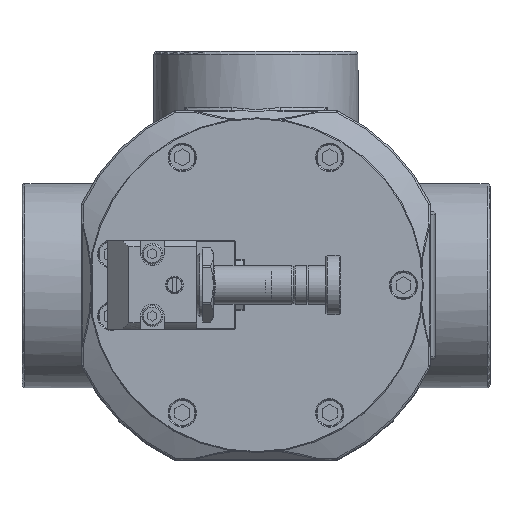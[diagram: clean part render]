
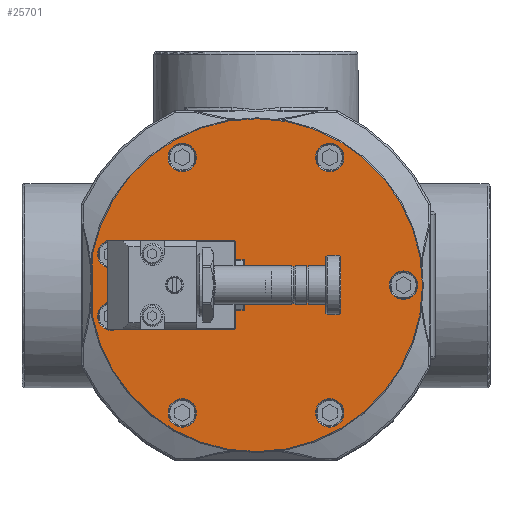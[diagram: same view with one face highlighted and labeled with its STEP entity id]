
A CAD part, top view. The second image highlights one B-rep face of the part: STEP entity #25701.
In plain terms, the highlighted planar face has unit normal (0, 0, 1).
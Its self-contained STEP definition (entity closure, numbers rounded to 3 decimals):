
#1139=LINE('',#40208,#2035);
#1144=LINE('',#40554,#2040);
#1145=LINE('',#40558,#2041);
#1146=LINE('',#40560,#2042);
#1147=LINE('',#40562,#2043);
#2035=VECTOR('',#31261,1000.);
#2040=VECTOR('',#31460,1000.);
#2041=VECTOR('',#31463,1000.);
#2042=VECTOR('',#31464,1000.);
#2043=VECTOR('',#31465,1000.);
#5588=ORIENTED_EDGE('',*,*,#9200,.T.);
#5589=ORIENTED_EDGE('',*,*,#9201,.T.);
#5590=ORIENTED_EDGE('',*,*,#9202,.T.);
#5591=ORIENTED_EDGE('',*,*,#9203,.T.);
#5592=ORIENTED_EDGE('',*,*,#9204,.T.);
#5593=ORIENTED_EDGE('',*,*,#9205,.T.);
#5594=ORIENTED_EDGE('',*,*,#9206,.T.);
#5595=ORIENTED_EDGE('',*,*,#9207,.T.);
#5596=ORIENTED_EDGE('',*,*,#9208,.T.);
#5597=ORIENTED_EDGE('',*,*,#9209,.T.);
#5598=ORIENTED_EDGE('',*,*,#9210,.T.);
#5599=ORIENTED_EDGE('',*,*,#9123,.T.);
#5600=ORIENTED_EDGE('',*,*,#9122,.T.);
#9122=EDGE_CURVE('',#11032,#11033,#1139,.T.);
#9123=EDGE_CURVE('',#11033,#11032,#12492,.F.);
#9200=EDGE_CURVE('',#11063,#11064,#12553,.T.);
#9201=EDGE_CURVE('',#11064,#11065,#1144,.T.);
#9202=EDGE_CURVE('',#11065,#11066,#12554,.T.);
#9203=EDGE_CURVE('',#11066,#11067,#1145,.T.);
#9204=EDGE_CURVE('',#11067,#11068,#1146,.T.);
#9205=EDGE_CURVE('',#11068,#11063,#1147,.T.);
#9206=EDGE_CURVE('',#11069,#11069,#12555,.T.);
#9207=EDGE_CURVE('',#11070,#11070,#12556,.T.);
#9208=EDGE_CURVE('',#11071,#11071,#12557,.T.);
#9209=EDGE_CURVE('',#11072,#11072,#12558,.T.);
#9210=EDGE_CURVE('',#11073,#11073,#12559,.T.);
#11032=VERTEX_POINT('',#40202);
#11033=VERTEX_POINT('',#40207);
#11063=VERTEX_POINT('',#40552);
#11064=VERTEX_POINT('',#40553);
#11065=VERTEX_POINT('',#40555);
#11066=VERTEX_POINT('',#40557);
#11067=VERTEX_POINT('',#40559);
#11068=VERTEX_POINT('',#40561);
#11069=VERTEX_POINT('',#40564);
#11070=VERTEX_POINT('',#40566);
#11071=VERTEX_POINT('',#40568);
#11072=VERTEX_POINT('',#40570);
#11073=VERTEX_POINT('',#40572);
#12492=CIRCLE('',#27474,56.2);
#12553=CIRCLE('',#27569,4.8);
#12554=CIRCLE('',#27570,4.8);
#12555=CIRCLE('',#27571,4.8);
#12556=CIRCLE('',#27572,4.8);
#12557=CIRCLE('',#27573,4.8);
#12558=CIRCLE('',#27574,4.8);
#12559=CIRCLE('',#27575,4.8);
#13659=EDGE_LOOP('',(#5588,#5589,#5590,#5591,#5592,#5593));
#13660=EDGE_LOOP('',(#5594));
#13661=EDGE_LOOP('',(#5595));
#13662=EDGE_LOOP('',(#5596));
#13663=EDGE_LOOP('',(#5597));
#13664=EDGE_LOOP('',(#5598));
#13665=EDGE_LOOP('',(#5599,#5600));
#15243=FACE_BOUND('',#13659,.T.);
#15244=FACE_BOUND('',#13660,.T.);
#15245=FACE_BOUND('',#13661,.T.);
#15246=FACE_BOUND('',#13662,.T.);
#15247=FACE_BOUND('',#13663,.T.);
#15248=FACE_BOUND('',#13664,.T.);
#15249=FACE_BOUND('',#13665,.T.);
#16258=PLANE('',#27568);
#25701=ADVANCED_FACE('',(#15243,#15244,#15245,#15246,#15247,#15248,#15249),
#16258,.F.);
#27474=AXIS2_PLACEMENT_3D('',#40210,#31264,#31265);
#27568=AXIS2_PLACEMENT_3D('',#40550,#31456,#31457);
#27569=AXIS2_PLACEMENT_3D('',#40551,#31458,#31459);
#27570=AXIS2_PLACEMENT_3D('',#40556,#31461,#31462);
#27571=AXIS2_PLACEMENT_3D('',#40563,#31466,#31467);
#27572=AXIS2_PLACEMENT_3D('',#40565,#31468,#31469);
#27573=AXIS2_PLACEMENT_3D('',#40567,#31470,#31471);
#27574=AXIS2_PLACEMENT_3D('',#40569,#31472,#31473);
#27575=AXIS2_PLACEMENT_3D('',#40571,#31474,#31475);
#31261=DIRECTION('',(0.,-1.,0.));
#31264=DIRECTION('',(0.,0.,-1.));
#31265=DIRECTION('',(1.,0.,0.));
#31456=DIRECTION('',(0.,0.,-1.));
#31457=DIRECTION('',(1.,0.,0.));
#31458=DIRECTION('',(0.,0.,-1.));
#31459=DIRECTION('',(1.,0.,0.));
#31460=DIRECTION('',(0.,1.,0.));
#31461=DIRECTION('',(0.,0.,-1.));
#31462=DIRECTION('',(1.,0.,0.));
#31463=DIRECTION('',(1.,0.,0.));
#31464=DIRECTION('',(0.,-1.,0.));
#31465=DIRECTION('',(-1.,0.,0.));
#31466=DIRECTION('',(0.,0.,-1.));
#31467=DIRECTION('',(1.,0.,0.));
#31468=DIRECTION('',(0.,0.,-1.));
#31469=DIRECTION('',(1.,0.,0.));
#31470=DIRECTION('',(0.,0.,-1.));
#31471=DIRECTION('',(1.,0.,0.));
#31472=DIRECTION('',(0.,0.,-1.));
#31473=DIRECTION('',(1.,0.,0.));
#31474=DIRECTION('',(0.,0.,-1.));
#31475=DIRECTION('',(1.,0.,0.));
#40202=CARTESIAN_POINT('',(-55.2,10.555,85.));
#40207=CARTESIAN_POINT('',(-55.2,-10.555,85.));
#40208=CARTESIAN_POINT('',(-55.2,-10.583,85.));
#40210=CARTESIAN_POINT('',(0.,0.,85.));
#40550=CARTESIAN_POINT('',(-56.5,0.,85.));
#40551=CARTESIAN_POINT('',(-48.691,-10.45,85.));
#40552=CARTESIAN_POINT('',(-46.46,-14.7,85.));
#40553=CARTESIAN_POINT('',(-49.7,-5.757,85.));
#40554=CARTESIAN_POINT('',(-49.7,15.,85.));
#40555=CARTESIAN_POINT('',(-49.7,5.757,85.));
#40556=CARTESIAN_POINT('',(-48.691,10.45,85.));
#40557=CARTESIAN_POINT('',(-46.46,14.7,85.));
#40558=CARTESIAN_POINT('',(-7.,14.7,85.));
#40559=CARTESIAN_POINT('',(-7.3,14.7,85.));
#40560=CARTESIAN_POINT('',(-7.3,-15.,85.));
#40561=CARTESIAN_POINT('',(-7.3,-14.7,85.));
#40562=CARTESIAN_POINT('',(-50.,-14.7,85.));
#40563=CARTESIAN_POINT('',(49.8,0.,85.));
#40564=CARTESIAN_POINT('',(54.6,0.,85.));
#40565=CARTESIAN_POINT('',(-24.9,-43.128,85.));
#40566=CARTESIAN_POINT('',(-20.1,-43.128,85.));
#40567=CARTESIAN_POINT('',(-24.9,43.128,85.));
#40568=CARTESIAN_POINT('',(-20.1,43.128,85.));
#40569=CARTESIAN_POINT('',(24.9,43.128,85.));
#40570=CARTESIAN_POINT('',(29.7,43.128,85.));
#40571=CARTESIAN_POINT('',(24.9,-43.128,85.));
#40572=CARTESIAN_POINT('',(29.7,-43.128,85.));
